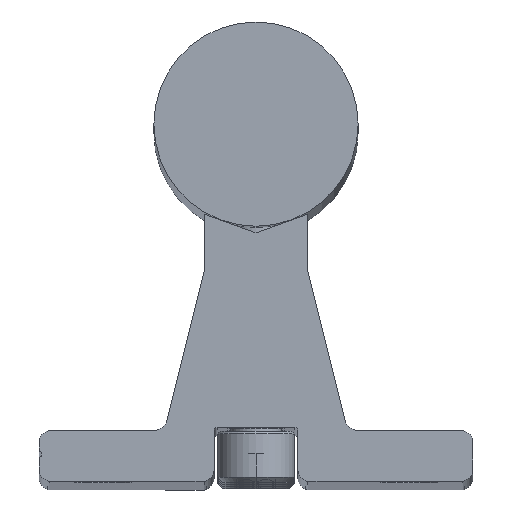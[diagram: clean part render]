
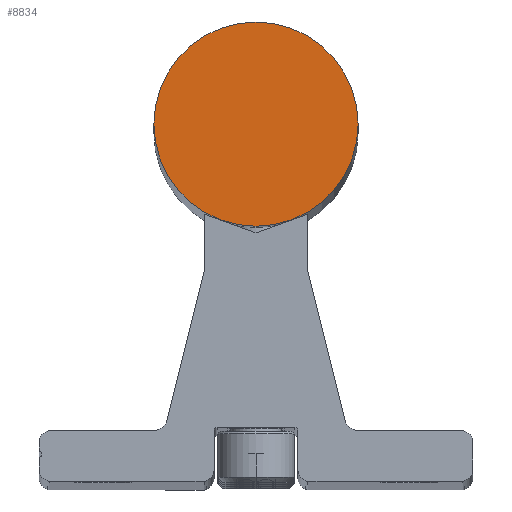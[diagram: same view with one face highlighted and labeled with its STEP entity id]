
A CAD part, top view. The second image highlights one B-rep face of the part: STEP entity #8834.
In plain terms, the highlighted planar face has unit normal (0, 0, 1).
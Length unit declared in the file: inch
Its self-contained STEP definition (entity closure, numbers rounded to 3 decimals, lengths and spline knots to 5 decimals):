
#1242 = DIRECTION ( 'NONE',  ( 0., 0., 1. ) ) ;
#1909 = CARTESIAN_POINT ( 'NONE',  ( 0.5, 1.75, 0. ) ) ;
#3231 = EDGE_CURVE ( 'NONE', #4286, #4431, #8430, .T. ) ;
#3577 = DIRECTION ( 'NONE',  ( 1., 0., 0. ) ) ;
#3618 = DIRECTION ( 'NONE',  ( 0., 0., 1. ) ) ;
#3778 = DIRECTION ( 'NONE',  ( 0., 0., 1. ) ) ;
#4286 = VERTEX_POINT ( 'NONE', #1909 ) ;
#4288 = EDGE_LOOP ( 'NONE', ( #7412, #5456 ) ) ;
#4431 = VERTEX_POINT ( 'NONE', #9606 ) ;
#4615 = AXIS2_PLACEMENT_3D ( 'NONE', #8144, #1242, #9609 ) ;
#4756 = AXIS2_PLACEMENT_3D ( 'NONE', #6903, #3778, #6837 ) ;
#4768 = CIRCLE ( 'NONE', #4615, 0.5 ) ;
#4778 = FACE_OUTER_BOUND ( 'NONE', #4288, .T. ) ;
#5456 = ORIENTED_EDGE ( 'NONE', *, *, #6984, .T. ) ;
#6837 = DIRECTION ( 'NONE',  ( 1., 0., 0. ) ) ;
#6903 = CARTESIAN_POINT ( 'NONE',  ( 0., 1.75, 0. ) ) ;
#6984 = EDGE_CURVE ( 'NONE', #4431, #4286, #4768, .T. ) ;
#7098 = PLANE ( 'NONE',  #8140 ) ;
#7412 = ORIENTED_EDGE ( 'NONE', *, *, #3231, .T. ) ;
#8140 = AXIS2_PLACEMENT_3D ( 'NONE', #9019, #3618, #3577 ) ;
#8144 = CARTESIAN_POINT ( 'NONE',  ( 0., 1.75, 0. ) ) ;
#8430 = CIRCLE ( 'NONE', #4756, 0.5 ) ;
#8834 = ADVANCED_FACE ( 'NONE', ( #4778 ), #7098, .T. ) ;
#9019 = CARTESIAN_POINT ( 'NONE',  ( 0., 1.75, 0. ) ) ;
#9606 = CARTESIAN_POINT ( 'NONE',  ( -0.5, 1.75, 0. ) ) ;
#9609 = DIRECTION ( 'NONE',  ( 1., 0., 0. ) ) ;
